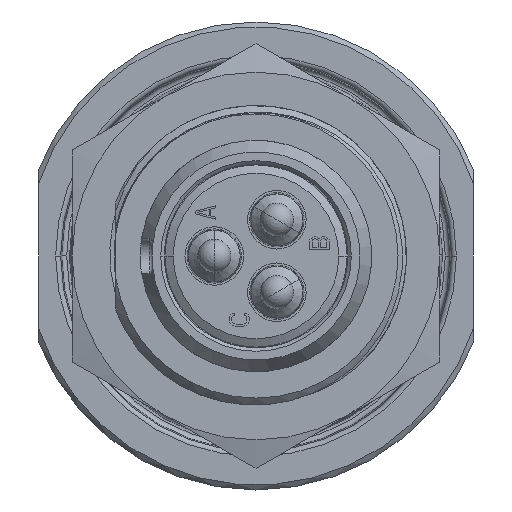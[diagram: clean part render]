
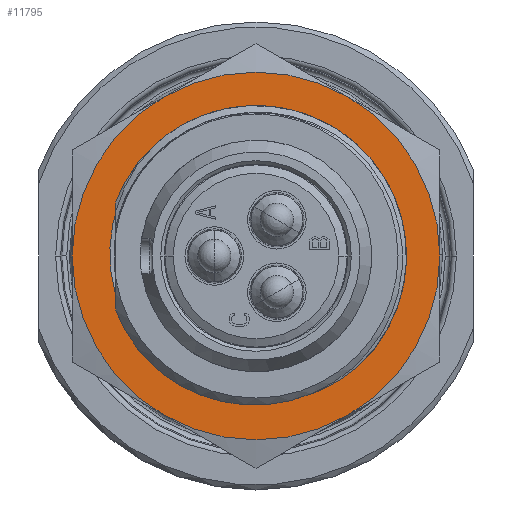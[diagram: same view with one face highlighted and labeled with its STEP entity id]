
A CAD part, left-side view. The second image highlights one B-rep face of the part: STEP entity #11795.
In plain terms, the highlighted planar face has unit normal (-1, 0, 0).
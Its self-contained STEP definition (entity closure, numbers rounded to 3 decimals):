
#1219=CARTESIAN_POINT('',(11.5,0.,0.));
#1220=DIRECTION('',(1.,0.,0.));
#1221=DIRECTION('',(0.,-0.5,0.866));
#1222=AXIS2_PLACEMENT_3D('',#1219,#1220,#1221);
#1224=CARTESIAN_POINT('',(11.5,0.,0.));
#1225=DIRECTION('',(1.,0.,0.));
#1226=DIRECTION('',(0.,-1.,0.));
#1227=AXIS2_PLACEMENT_3D('',#1224,#1225,#1226);
#1229=CARTESIAN_POINT('',(11.5,0.,0.));
#1230=DIRECTION('',(1.,0.,0.));
#1231=DIRECTION('',(0.,0.5,-0.866));
#1232=AXIS2_PLACEMENT_3D('',#1229,#1230,#1231);
#1234=CARTESIAN_POINT('',(11.5,0.,0.));
#1235=DIRECTION('',(1.,0.,0.));
#1236=DIRECTION('',(0.,1.,0.));
#1237=AXIS2_PLACEMENT_3D('',#1234,#1235,#1236);
#1239=CARTESIAN_POINT('',(11.5,0.,9.));
#1240=CARTESIAN_POINT('',(11.5,-0.284,8.995));
#1241=CARTESIAN_POINT('',(11.5,-0.849,8.958));
#1242=CARTESIAN_POINT('',(11.5,-1.687,8.823));
#1243=CARTESIAN_POINT('',(11.5,-2.508,8.61));
#1244=CARTESIAN_POINT('',(11.5,-3.304,8.32));
#1245=CARTESIAN_POINT('',(11.5,-3.812,8.079));
#1246=CARTESIAN_POINT('',(11.5,-4.061,7.946));
#1248=CARTESIAN_POINT('',(11.5,5.49,-6.623));
#1249=CARTESIAN_POINT('',(11.5,5.731,-6.43));
#1250=CARTESIAN_POINT('',(11.5,6.19,-6.022));
#1251=CARTESIAN_POINT('',(11.5,6.812,-5.337));
#1252=CARTESIAN_POINT('',(11.5,7.357,-4.588));
#1253=CARTESIAN_POINT('',(11.5,7.821,-3.785));
#1254=CARTESIAN_POINT('',(11.5,8.196,-2.935));
#1255=CARTESIAN_POINT('',(11.5,8.479,-2.049));
#1256=CARTESIAN_POINT('',(11.5,8.666,-1.135));
#1257=CARTESIAN_POINT('',(11.5,8.755,-0.206));
#1258=CARTESIAN_POINT('',(11.5,8.745,0.728));
#1259=CARTESIAN_POINT('',(11.5,8.635,1.657));
#1260=CARTESIAN_POINT('',(11.5,8.426,2.572));
#1261=CARTESIAN_POINT('',(11.5,8.121,3.459));
#1262=CARTESIAN_POINT('',(11.5,7.723,4.311));
#1263=CARTESIAN_POINT('',(11.5,7.235,5.116));
#1264=CARTESIAN_POINT('',(11.5,6.664,5.867));
#1265=CARTESIAN_POINT('',(11.5,6.016,6.554));
#1266=CARTESIAN_POINT('',(11.5,5.297,7.168));
#1267=CARTESIAN_POINT('',(11.5,4.517,7.704));
#1268=CARTESIAN_POINT('',(11.5,3.682,8.155));
#1269=CARTESIAN_POINT('',(11.5,2.803,8.516));
#1270=CARTESIAN_POINT('',(11.5,1.89,8.781));
#1271=CARTESIAN_POINT('',(11.5,0.952,8.949));
#1272=CARTESIAN_POINT('',(11.5,0.319,8.994));
#1273=CARTESIAN_POINT('',(11.5,0.,9.));
#1275=CARTESIAN_POINT('',(11.5,0.,0.));
#1276=DIRECTION('',(-1.,0.,0.));
#1277=DIRECTION('',(0.,-0.5,0.866));
#1278=AXIS2_PLACEMENT_3D('',#1275,#1276,#1277);
#1417=CARTESIAN_POINT('',(11.5,0.,0.));
#1418=DIRECTION('',(-1.,0.,0.));
#1419=DIRECTION('',(0.,0.5,-0.866));
#1420=AXIS2_PLACEMENT_3D('',#1417,#1418,#1419);
#1422=CARTESIAN_POINT('',(11.5,0.,0.));
#1423=DIRECTION('',(1.,0.,0.));
#1424=DIRECTION('',(0.,-0.682,0.731));
#1425=AXIS2_PLACEMENT_3D('',#1422,#1423,#1424);
#1482=CARTESIAN_POINT('',(11.5,-6.14,-6.58));
#1483=CARTESIAN_POINT('',(11.5,-5.908,-6.784));
#1484=CARTESIAN_POINT('',(11.5,-5.426,-7.165));
#1485=CARTESIAN_POINT('',(11.5,-4.649,-7.658));
#1486=CARTESIAN_POINT('',(11.5,-3.828,-8.069));
#1487=CARTESIAN_POINT('',(11.5,-2.968,-8.393));
#1488=CARTESIAN_POINT('',(11.5,-2.087,-8.625));
#1489=CARTESIAN_POINT('',(11.5,-1.183,-8.766));
#1490=CARTESIAN_POINT('',(11.5,-0.276,-8.813));
#1491=CARTESIAN_POINT('',(11.5,0.63,-8.766));
#1492=CARTESIAN_POINT('',(11.5,1.527,-8.626));
#1493=CARTESIAN_POINT('',(11.5,2.397,-8.396));
#1494=CARTESIAN_POINT('',(11.5,3.242,-8.077));
#1495=CARTESIAN_POINT('',(11.5,4.045,-7.674));
#1496=CARTESIAN_POINT('',(11.5,4.8,-7.191));
#1497=CARTESIAN_POINT('',(11.5,5.266,-6.821));
#1498=CARTESIAN_POINT('',(11.5,5.49,-6.623));
#1653=CARTESIAN_POINT('',(11.5,-4.061,7.946));
#1654=CARTESIAN_POINT('',(11.5,-4.311,7.827));
#1655=CARTESIAN_POINT('',(11.5,-4.798,7.569));
#1656=CARTESIAN_POINT('',(11.5,-5.495,7.111));
#1657=CARTESIAN_POINT('',(11.5,-5.93,6.764));
#1658=CARTESIAN_POINT('',(11.5,-6.14,6.58));
#9125=CARTESIAN_POINT('',(11.5,-5.5,9.526));
#9126=CARTESIAN_POINT('',(11.5,-11.,0.));
#9127=VERTEX_POINT('',#9125);
#9128=VERTEX_POINT('',#9126);
#9129=CARTESIAN_POINT('',(11.5,-5.5,-9.526));
#9130=VERTEX_POINT('',#9129);
#9131=CARTESIAN_POINT('',(11.5,5.5,-9.526));
#9132=CARTESIAN_POINT('',(11.5,11.,0.));
#9133=VERTEX_POINT('',#9131);
#9134=VERTEX_POINT('',#9132);
#9135=CARTESIAN_POINT('',(11.5,5.5,9.526));
#9136=VERTEX_POINT('',#9135);
#9149=CARTESIAN_POINT('',(11.5,-6.14,6.58));
#9150=CARTESIAN_POINT('',(11.5,-6.14,-6.58));
#9151=VERTEX_POINT('',#9149);
#9152=VERTEX_POINT('',#9150);
#9160=VERTEX_POINT('',#1653);
#9161=VERTEX_POINT('',#1498);
#9173=VERTEX_POINT('',#1273);
#11765=CARTESIAN_POINT('',(11.5,0.,0.));
#11766=DIRECTION('',(1.,0.,0.));
#11767=DIRECTION('',(0.,0.,-1.));
#11768=AXIS2_PLACEMENT_3D('',#11765,#11766,#11767);
#11769=PLANE('347',#11768);
#11771=ORIENTED_EDGE('1110',*,*,#11770,.F.);
#11773=ORIENTED_EDGE('1075',*,*,#11772,.T.);
#11775=ORIENTED_EDGE('1076',*,*,#11774,.T.);
#11777=ORIENTED_EDGE('1109',*,*,#11776,.F.);
#11779=ORIENTED_EDGE('1077',*,*,#11778,.T.);
#11780=ORIENTED_EDGE('1078',*,*,#11758,.T.);
#11781=EDGE_LOOP('347',(#11771,#11773,#11775,#11777,#11779,#11780));
#11782=FACE_OUTER_BOUND('347',#11781,.F.);
#11784=ORIENTED_EDGE('1113',*,*,#11783,.F.);
#11786=ORIENTED_EDGE('1124',*,*,#11785,.F.);
#11788=ORIENTED_EDGE('1176',*,*,#11787,.F.);
#11790=ORIENTED_EDGE('1175',*,*,#11789,.F.);
#11792=ORIENTED_EDGE('1127',*,*,#11791,.F.);
#11793=EDGE_LOOP('347',(#11784,#11786,#11788,#11790,#11792));
#11794=FACE_BOUND('347',#11793,.F.);
#1223=CIRCLE('1075',#1222,11.);
#1228=CIRCLE('1076',#1227,11.);
#1233=CIRCLE('1077',#1232,11.);
#1238=CIRCLE('1078',#1237,11.);
#1247=B_SPLINE_CURVE_WITH_KNOTS('1176',3,(#1239,#1240,#1241,#1242,#1243,#1244,
#1245,#1246),.UNSPECIFIED.,.F.,.F.,(4,1,1,1,1,4),(0.,0.2,0.4,0.6,0.8,
1.),.UNSPECIFIED.);
#1274=B_SPLINE_CURVE_WITH_KNOTS('1175',3,(#1248,#1249,#1250,#1251,#1252,#1253,
#1254,#1255,#1256,#1257,#1258,#1259,#1260,#1261,#1262,#1263,#1264,#1265,#1266,
#1267,#1268,#1269,#1270,#1271,#1272,#1273),.UNSPECIFIED.,.F.,.F.,(4,1,1,1,1,1,1,
1,1,1,1,1,1,1,1,1,1,1,1,1,1,1,1,4),(0.,0.043,0.087,
0.13,0.174,0.217,0.261,
0.304,0.348,0.391,0.435,
0.478,0.522,0.565,0.609,
0.652,0.696,0.739,0.783,
0.826,0.87,0.913,0.957,1.),
.UNSPECIFIED.);
#1279=CIRCLE('1110',#1278,11.);
#1421=CIRCLE('1109',#1420,11.);
#1426=CIRCLE('1113',#1425,9.);
#1499=B_SPLINE_CURVE_WITH_KNOTS('1127',3,(#1482,#1483,#1484,#1485,#1486,#1487,
#1488,#1489,#1490,#1491,#1492,#1493,#1494,#1495,#1496,#1497,#1498),
.UNSPECIFIED.,.F.,.F.,(4,1,1,1,1,1,1,1,1,1,1,1,1,1,4),(0.,0.071,
0.143,0.214,0.286,0.357,
0.429,0.5,0.571,0.643,0.714,
0.786,0.857,0.929,1.),.UNSPECIFIED.);
#1659=B_SPLINE_CURVE_WITH_KNOTS('1124',3,(#1653,#1654,#1655,#1656,#1657,#1658),
.UNSPECIFIED.,.F.,.F.,(4,1,1,4),(0.,0.333,0.667,1.),
.UNSPECIFIED.);
#11758=EDGE_CURVE('1078',#9134,#9136,#1238,.T.);
#11770=EDGE_CURVE('1110',#9127,#9136,#1279,.T.);
#11772=EDGE_CURVE('1075',#9127,#9128,#1223,.T.);
#11774=EDGE_CURVE('1076',#9128,#9130,#1228,.T.);
#11776=EDGE_CURVE('1109',#9133,#9130,#1421,.T.);
#11778=EDGE_CURVE('1077',#9133,#9134,#1233,.T.);
#11783=EDGE_CURVE('1113',#9151,#9152,#1426,.T.);
#11785=EDGE_CURVE('1124',#9160,#9151,#1659,.T.);
#11787=EDGE_CURVE('1176',#9173,#9160,#1247,.T.);
#11789=EDGE_CURVE('1175',#9161,#9173,#1274,.T.);
#11791=EDGE_CURVE('1127',#9152,#9161,#1499,.T.);
#11795=ADVANCED_FACE('347',(#11782,#11794),#11769,.F.);
